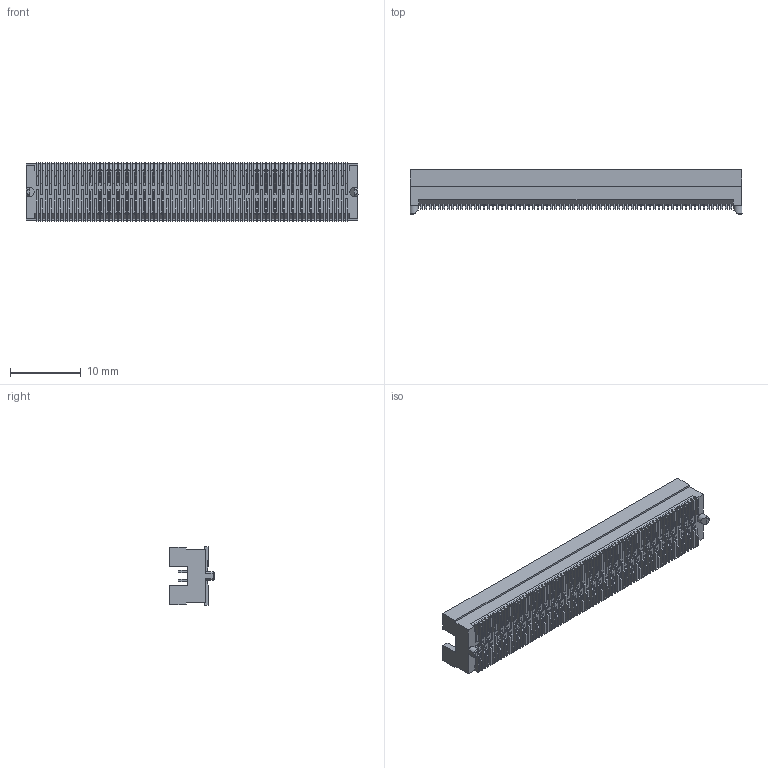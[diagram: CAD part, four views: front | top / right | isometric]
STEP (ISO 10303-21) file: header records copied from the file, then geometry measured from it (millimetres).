
FILE_DESCRIPTION((''),'2;1');
FILE_NAME('FBB12709_ASM','2026-03-16T17:59:31',('gongchengVV'),(''),'CREO PARAMETRIC BY PTC INC, 2020033','CREO PARAMETRIC BY PTC INC, 2020033','');
FILE_SCHEMA(('CONFIG_CONTROL_DESIGN'));
Products named in the file (1): FBB12709_ASM
Bounding box: 47 x 6.37 x 8.27 mm (x, y, z)
Volume: 747.7 mm3; surface area: 2877.4 mm2
Topology: 1 solids, 1 shells, 3530 faces, 10133 edges, 6754 vertices
Faces by surface type: plane 3386, cylinder 142, cone 2
Entity records: 113360 total; most frequent: CARTESIAN_POINT 20482, ORIENTED_EDGE 20266, DIRECTION 17473, EDGE_CURVE 10133, VECTOR 9837, LINE 9837, VERTEX_POINT 6754, AXIS2_PLACEMENT_3D 3818
